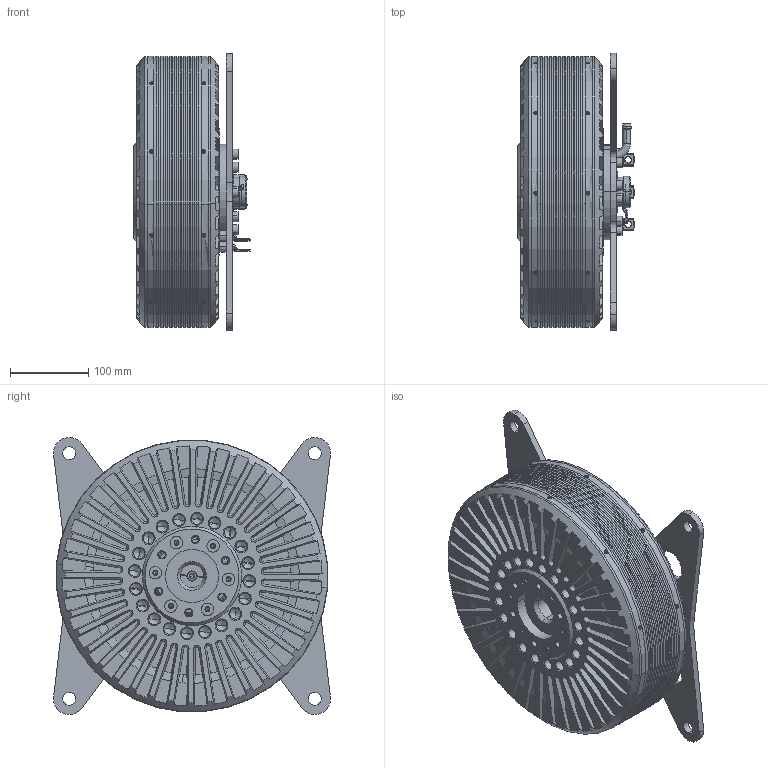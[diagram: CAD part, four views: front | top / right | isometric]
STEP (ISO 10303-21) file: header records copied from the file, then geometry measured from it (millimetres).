
FILE_DESCRIPTION (( 'STEP AP203' ), '1' );
FILE_NAME ('348_lc resolver.STEP', '2018-07-17T07:02:45', ( '' ), ( '' ), 'SwSTEP 2.0', 'SolidWorks 2016', '' );
FILE_SCHEMA (( 'CONFIG_CONTROL_DESIGN' ));
Length unit declared in the file: millimetre
Products named in the file (30): washer_lock_mb8; shoe_cable_lv; bearing_6208; bolt_turned_imbus_m8x16; hose_shrink_blue; coolant_fitting_90; cover_res1; disc_b_front_348; nut_lock_km8_m40x1,5; ring_brass_12x1; ring_sliding_ssteel_348; shaft_standard_348; bolt_imbus_m8x50; rotor_assembly_lc_348; bolt_countersink_imbus_m8x25; shaft_res_enc_alu_348; spacer_outer_bearings_348; resolver_1pp; Bracket_X_348; hose_shrink_red; ring_sealing_assembly_348; bracket_resolver_348; disc_b_back_348; tube_uvw_lv; bolt_set_imbus_m5x10; stator_lc_b_ass_348; 348_lc resolver; ring_binding_rotor_lc_348; hose_shrink_black; stator_b_lc_cc_348_1
Assembly tree (68 placements, depth 3):
  348_lc resolver
    stator_lc_b_ass_348
      stator_b_lc_cc_348_1
      hose_shrink_black
      hose_shrink_blue
      hose_shrink_red
      shoe_cable_lv  x3
      tube_uvw_lv  x3
      ring_brass_12x1
    rotor_assembly_lc_348
      disc_b_front_348
      disc_b_back_348
      ring_binding_rotor_lc_348
      shaft_standard_348
      bolt_countersink_imbus_m8x25  x6
      bolt_set_imbus_m5x10  x20
      ring_sliding_ssteel_348
    bearing_6208  x2
    spacer_outer_bearings_348
    nut_lock_km8_m40x1,5
    washer_lock_mb8
    shaft_res_enc_alu_348
    bolt_turned_imbus_m8x16
    bracket_resolver_348
    bolt_imbus_m8x50  x10
    ring_sealing_assembly_348
    resolver_1pp
    coolant_fitting_90  x2
    Bracket_X_348
    cover_res1
Bounding box: 149.2 x 353.95 x 353.97 mm (x, y, z)
Volume: 5417563 mm3; surface area: 1131438.6 mm2
Topology: 84 solids, 84 shells, 3021 faces, 7871 edges, 4945 vertices
Faces by surface type: cone 876, cylinder 875, plane 801, bspline 309, torus 144, sphere 16
Entity records: 101420 total; most frequent: CARTESIAN_POINT 49661, ORIENTED_EDGE 10348, DIRECTION 9550, EDGE_CURVE 5174, AXIS2_PLACEMENT_3D 3985, VERTEX_POINT 3427, EDGE_LOOP 2279, CIRCLE 2201
